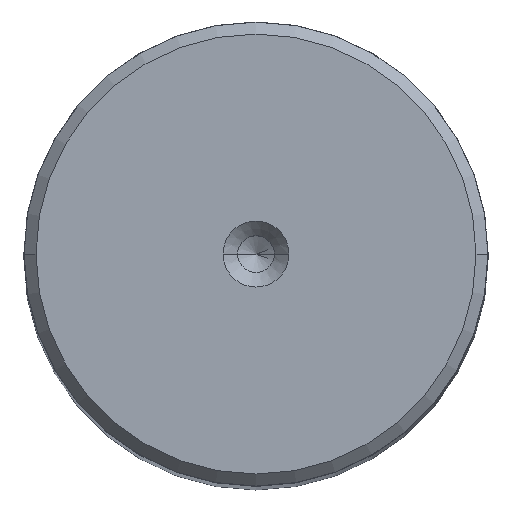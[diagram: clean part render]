
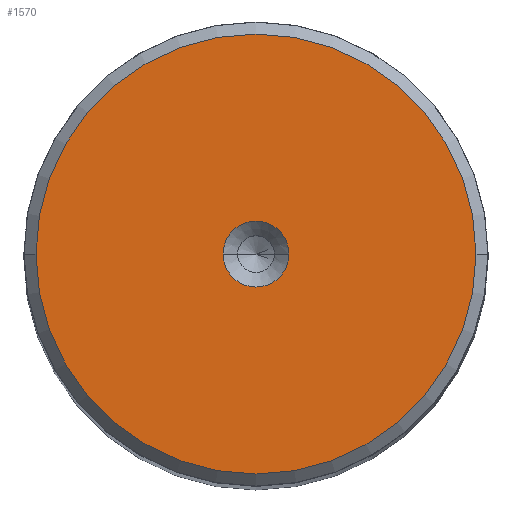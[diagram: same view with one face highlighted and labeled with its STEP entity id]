
A CAD part, top view. The second image highlights one B-rep face of the part: STEP entity #1570.
In plain terms, the highlighted planar face has unit normal (0, 0, 1).
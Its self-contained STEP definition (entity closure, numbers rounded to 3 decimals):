
#38 = DIRECTION ( 'NONE',  ( 1., 0., 0. ) ) ;
#69 = EDGE_LOOP ( 'NONE', ( #631, #561 ) ) ;
#108 = EDGE_CURVE ( 'NONE', #977, #280, #217, .T. ) ;
#122 = EDGE_CURVE ( 'NONE', #280, #977, #161, .T. ) ;
#153 = ORIENTED_EDGE ( 'NONE', *, *, #1781, .T. ) ;
#161 = CIRCLE ( 'NONE', #1118, 2.7 ) ;
#217 = CIRCLE ( 'NONE', #990, 2.7 ) ;
#280 = VERTEX_POINT ( 'NONE', #2063 ) ;
#349 = CARTESIAN_POINT ( 'NONE',  ( 0., 0., 180. ) ) ;
#356 = DIRECTION ( 'NONE',  ( 1., 0., 0. ) ) ;
#561 = ORIENTED_EDGE ( 'NONE', *, *, #122, .F. ) ;
#631 = ORIENTED_EDGE ( 'NONE', *, *, #108, .F. ) ;
#672 = CIRCLE ( 'NONE', #1089, 18.014 ) ;
#885 = VERTEX_POINT ( 'NONE', #1635 ) ;
#894 = FACE_BOUND ( 'NONE', #69, .T. ) ;
#904 = DIRECTION ( 'NONE',  ( 1., 0., 0. ) ) ;
#938 = CARTESIAN_POINT ( 'NONE',  ( 0., 0., 180. ) ) ;
#977 = VERTEX_POINT ( 'NONE', #1838 ) ;
#990 = AXIS2_PLACEMENT_3D ( 'NONE', #1890, #1896, #2433 ) ;
#1062 = ORIENTED_EDGE ( 'NONE', *, *, #1214, .T. ) ;
#1089 = AXIS2_PLACEMENT_3D ( 'NONE', #938, #1508, #356 ) ;
#1118 = AXIS2_PLACEMENT_3D ( 'NONE', #349, #1711, #2080 ) ;
#1214 = EDGE_CURVE ( 'NONE', #885, #1817, #2395, .T. ) ;
#1278 = DIRECTION ( 'NONE',  ( 0., 0., 1. ) ) ;
#1508 = DIRECTION ( 'NONE',  ( 0., 0., 1. ) ) ;
#1570 = ADVANCED_FACE ( 'NONE', ( #894, #1791 ), #1733, .T. ) ;
#1635 = CARTESIAN_POINT ( 'NONE',  ( 18.014, 0., 180. ) ) ;
#1660 = CARTESIAN_POINT ( 'NONE',  ( 0., 0., 180. ) ) ;
#1661 = AXIS2_PLACEMENT_3D ( 'NONE', #2137, #1966, #38 ) ;
#1701 = CARTESIAN_POINT ( 'NONE',  ( -18.014, 0., 180. ) ) ;
#1711 = DIRECTION ( 'NONE',  ( 0., 0., 1. ) ) ;
#1733 = PLANE ( 'NONE',  #2060 ) ;
#1781 = EDGE_CURVE ( 'NONE', #1817, #885, #672, .T. ) ;
#1791 = FACE_OUTER_BOUND ( 'NONE', #2089, .T. ) ;
#1817 = VERTEX_POINT ( 'NONE', #1701 ) ;
#1838 = CARTESIAN_POINT ( 'NONE',  ( 2.7, 0., 180. ) ) ;
#1890 = CARTESIAN_POINT ( 'NONE',  ( 0., 0., 180. ) ) ;
#1896 = DIRECTION ( 'NONE',  ( 0., 0., 1. ) ) ;
#1966 = DIRECTION ( 'NONE',  ( 0., 0., 1. ) ) ;
#2060 = AXIS2_PLACEMENT_3D ( 'NONE', #1660, #1278, #904 ) ;
#2063 = CARTESIAN_POINT ( 'NONE',  ( -2.7, 0., 180. ) ) ;
#2080 = DIRECTION ( 'NONE',  ( 1., 0., 0. ) ) ;
#2089 = EDGE_LOOP ( 'NONE', ( #153, #1062 ) ) ;
#2137 = CARTESIAN_POINT ( 'NONE',  ( 0., 0., 180. ) ) ;
#2395 = CIRCLE ( 'NONE', #1661, 18.014 ) ;
#2433 = DIRECTION ( 'NONE',  ( 1., 0., 0. ) ) ;
